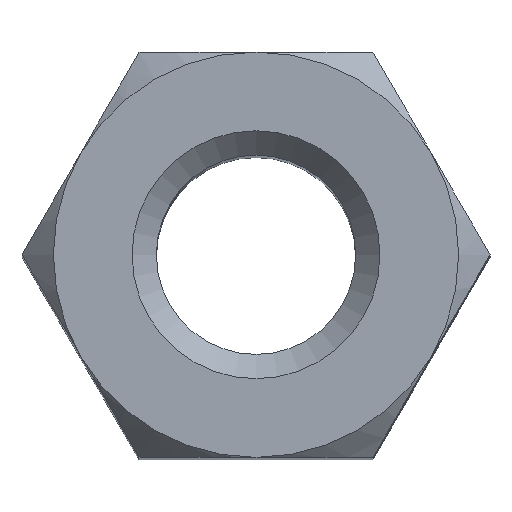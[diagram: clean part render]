
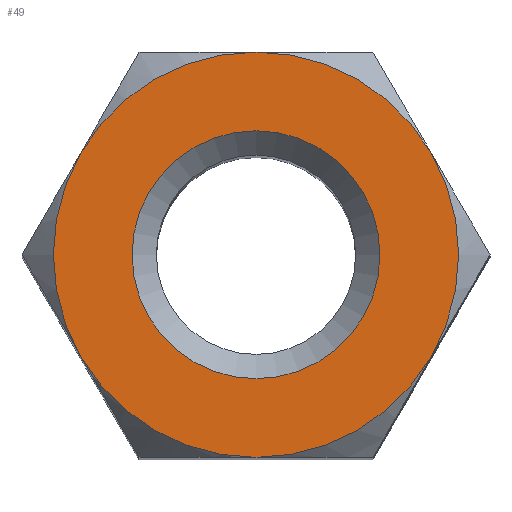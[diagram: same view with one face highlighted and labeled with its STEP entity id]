
A CAD part, top view. The second image highlights one B-rep face of the part: STEP entity #49.
In plain terms, the highlighted planar face has unit normal (0, 0, 1).
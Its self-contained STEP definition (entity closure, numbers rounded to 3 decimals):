
#49 = ADVANCED_FACE( '', ( #113, #114 ), #115, .T. );
#113 = FACE_BOUND( '', #194, .T. );
#114 = FACE_OUTER_BOUND( '', #195, .T. );
#115 = PLANE( '', #196 );
#194 = EDGE_LOOP( '', ( #273 ) );
#195 = EDGE_LOOP( '', ( #274, #275, #276, #277, #278, #279 ) );
#196 = AXIS2_PLACEMENT_3D( '', #280, #281, #282 );
#273 = ORIENTED_EDGE( '', *, *, #454, .T. );
#274 = ORIENTED_EDGE( '', *, *, #455, .F. );
#275 = ORIENTED_EDGE( '', *, *, #456, .F. );
#276 = ORIENTED_EDGE( '', *, *, #457, .F. );
#277 = ORIENTED_EDGE( '', *, *, #458, .T. );
#278 = ORIENTED_EDGE( '', *, *, #459, .F. );
#279 = ORIENTED_EDGE( '', *, *, #460, .F. );
#280 = CARTESIAN_POINT( '', ( 0., 0., 9. ) );
#281 = DIRECTION( '', ( 0., 0., 1. ) );
#282 = DIRECTION( '', ( 1., 0., 0. ) );
#454 = EDGE_CURVE( '', #526, #526, #527, .T. );
#455 = EDGE_CURVE( '', #528, #529, #530, .F. );
#456 = EDGE_CURVE( '', #531, #528, #532, .F. );
#457 = EDGE_CURVE( '', #533, #531, #534, .F. );
#458 = EDGE_CURVE( '', #533, #535, #536, .T. );
#459 = EDGE_CURVE( '', #537, #535, #538, .F. );
#460 = EDGE_CURVE( '', #529, #537, #539, .F. );
#526 = VERTEX_POINT( '', #635 );
#527 = CIRCLE( '', #636, 1.53 );
#528 = VERTEX_POINT( '', #637 );
#529 = VERTEX_POINT( '', #638 );
#530 = CIRCLE( '', #639, 2.5 );
#531 = VERTEX_POINT( '', #640 );
#532 = CIRCLE( '', #641, 2.5 );
#533 = VERTEX_POINT( '', #642 );
#534 = CIRCLE( '', #643, 2.5 );
#535 = VERTEX_POINT( '', #644 );
#536 = CIRCLE( '', #645, 2.5 );
#537 = VERTEX_POINT( '', #646 );
#538 = CIRCLE( '', #647, 2.5 );
#539 = CIRCLE( '', #648, 2.5 );
#635 = CARTESIAN_POINT( '', ( 0., 1.53, 9. ) );
#636 = AXIS2_PLACEMENT_3D( '', #865, #866, #867 );
#637 = CARTESIAN_POINT( '', ( 2.165, -1.25, 9. ) );
#638 = CARTESIAN_POINT( '', ( 0., -2.5, 9. ) );
#639 = AXIS2_PLACEMENT_3D( '', #868, #869, #870 );
#640 = CARTESIAN_POINT( '', ( 2.165, 1.25, 9. ) );
#641 = AXIS2_PLACEMENT_3D( '', #871, #872, #873 );
#642 = CARTESIAN_POINT( '', ( 0., 2.5, 9. ) );
#643 = AXIS2_PLACEMENT_3D( '', #874, #875, #876 );
#644 = CARTESIAN_POINT( '', ( -2.165, 1.25, 9. ) );
#645 = AXIS2_PLACEMENT_3D( '', #877, #878, #879 );
#646 = CARTESIAN_POINT( '', ( -2.165, -1.25, 9. ) );
#647 = AXIS2_PLACEMENT_3D( '', #880, #881, #882 );
#648 = AXIS2_PLACEMENT_3D( '', #883, #884, #885 );
#865 = CARTESIAN_POINT( '', ( 0., 0., 9. ) );
#866 = DIRECTION( '', ( 0., 0., -1. ) );
#867 = DIRECTION( '', ( 0., 1., 0. ) );
#868 = CARTESIAN_POINT( '', ( 0., 0., 9. ) );
#869 = DIRECTION( '', ( 0., 0., 1. ) );
#870 = DIRECTION( '', ( 1., 0., 0. ) );
#871 = CARTESIAN_POINT( '', ( 0., 0., 9. ) );
#872 = DIRECTION( '', ( 0., 0., 1. ) );
#873 = DIRECTION( '', ( 1., 0., 0. ) );
#874 = CARTESIAN_POINT( '', ( 0., 0., 9. ) );
#875 = DIRECTION( '', ( 0., 0., 1. ) );
#876 = DIRECTION( '', ( 1., 0., 0. ) );
#877 = CARTESIAN_POINT( '', ( 0., 0., 9. ) );
#878 = DIRECTION( '', ( 0., 0., 1. ) );
#879 = DIRECTION( '', ( 1., 0., 0. ) );
#880 = CARTESIAN_POINT( '', ( 0., 0., 9. ) );
#881 = DIRECTION( '', ( 0., 0., 1. ) );
#882 = DIRECTION( '', ( 1., 0., 0. ) );
#883 = CARTESIAN_POINT( '', ( 0., 0., 9. ) );
#884 = DIRECTION( '', ( 0., 0., 1. ) );
#885 = DIRECTION( '', ( 1., 0., 0. ) );
